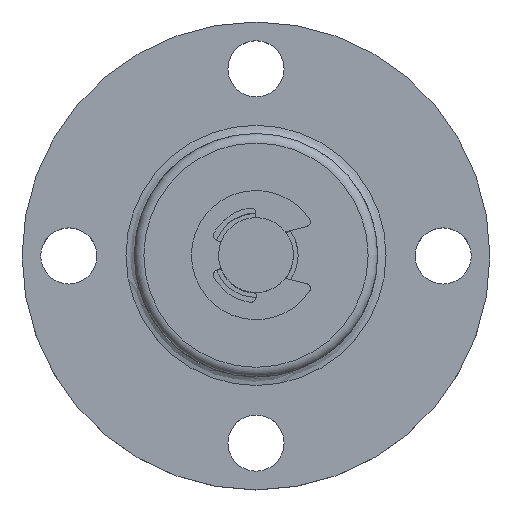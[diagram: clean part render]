
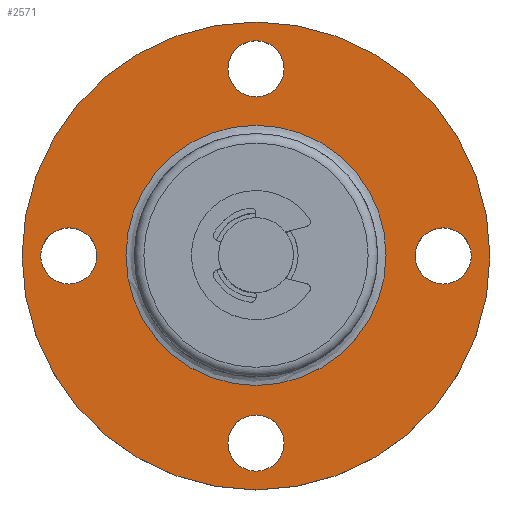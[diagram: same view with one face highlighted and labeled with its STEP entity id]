
A CAD part, top view. The second image highlights one B-rep face of the part: STEP entity #2571.
In plain terms, the highlighted face is planar.
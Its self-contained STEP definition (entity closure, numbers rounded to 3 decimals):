
#2071 = CYLINDRICAL_SURFACE('',#2072,25.);
#2072 = AXIS2_PLACEMENT_3D('',#2073,#2074,#2075);
#2073 = CARTESIAN_POINT('',(0.,0.,
    0.));
#2074 = DIRECTION('',(-0.,-0.,-1.));
#2075 = DIRECTION('',(1.,0.,0.));
#2102 = CYLINDRICAL_SURFACE('',#2103,3.);
#2103 = AXIS2_PLACEMENT_3D('',#2104,#2105,#2106);
#2104 = CARTESIAN_POINT('',(-20.,0.,
    0.));
#2105 = DIRECTION('',(-0.,-0.,-1.));
#2106 = DIRECTION('',(1.,0.,0.));
#2133 = CYLINDRICAL_SURFACE('',#2134,3.);
#2134 = AXIS2_PLACEMENT_3D('',#2135,#2136,#2137);
#2135 = CARTESIAN_POINT('',(0.,20.,
    0.));
#2136 = DIRECTION('',(-0.,-0.,-1.));
#2137 = DIRECTION('',(1.,0.,0.));
#2164 = CYLINDRICAL_SURFACE('',#2165,3.);
#2165 = AXIS2_PLACEMENT_3D('',#2166,#2167,#2168);
#2166 = CARTESIAN_POINT('',(20.,0.,
    0.));
#2167 = DIRECTION('',(-0.,-0.,-1.));
#2168 = DIRECTION('',(1.,0.,0.));
#2195 = CYLINDRICAL_SURFACE('',#2196,3.);
#2196 = AXIS2_PLACEMENT_3D('',#2197,#2198,#2199);
#2197 = CARTESIAN_POINT('',(0.,-20.,
    0.));
#2198 = DIRECTION('',(-0.,-0.,-1.));
#2199 = DIRECTION('',(1.,0.,0.));
#2267 = VERTEX_POINT('',#2268);
#2268 = CARTESIAN_POINT('',(25.,0.,
    6.));
#2289 = EDGE_CURVE('',#2267,#2267,#2290,.T.);
#2290 = SURFACE_CURVE('',#2291,(#2296,#2303),.PCURVE_S1.);
#2291 = CIRCLE('',#2292,25.);
#2292 = AXIS2_PLACEMENT_3D('',#2293,#2294,#2295);
#2293 = CARTESIAN_POINT('',(0.,0.,
    6.));
#2294 = DIRECTION('',(0.,0.,1.));
#2295 = DIRECTION('',(1.,0.,0.));
#2296 = PCURVE('',#2071,#2297);
#2297 = DEFINITIONAL_REPRESENTATION('',(#2298),#2302);
#2298 = LINE('',#2299,#2300);
#2299 = CARTESIAN_POINT('',(6.283,-6.));
#2300 = VECTOR('',#2301,1.);
#2301 = DIRECTION('',(-1.,0.));
#2302 = ( GEOMETRIC_REPRESENTATION_CONTEXT(2) 
PARAMETRIC_REPRESENTATION_CONTEXT() REPRESENTATION_CONTEXT('2D SPACE',''
  ) );
#2303 = PCURVE('',#2304,#2309);
#2304 = PLANE('',#2305);
#2305 = AXIS2_PLACEMENT_3D('',#2306,#2307,#2308);
#2306 = CARTESIAN_POINT('',(0.,0.,
    6.));
#2307 = DIRECTION('',(0.,0.,1.));
#2308 = DIRECTION('',(1.,0.,0.));
#2309 = DEFINITIONAL_REPRESENTATION('',(#2310),#2314);
#2310 = CIRCLE('',#2311,25.);
#2311 = AXIS2_PLACEMENT_2D('',#2312,#2313);
#2312 = CARTESIAN_POINT('',(0.,0.));
#2313 = DIRECTION('',(1.,0.));
#2314 = ( GEOMETRIC_REPRESENTATION_CONTEXT(2) 
PARAMETRIC_REPRESENTATION_CONTEXT() REPRESENTATION_CONTEXT('2D SPACE',''
  ) );
#2322 = VERTEX_POINT('',#2323);
#2323 = CARTESIAN_POINT('',(-17.,0.,
    6.));
#2344 = EDGE_CURVE('',#2322,#2322,#2345,.T.);
#2345 = SURFACE_CURVE('',#2346,(#2351,#2358),.PCURVE_S1.);
#2346 = CIRCLE('',#2347,3.);
#2347 = AXIS2_PLACEMENT_3D('',#2348,#2349,#2350);
#2348 = CARTESIAN_POINT('',(-20.,0.,
    6.));
#2349 = DIRECTION('',(0.,0.,1.));
#2350 = DIRECTION('',(1.,0.,0.));
#2351 = PCURVE('',#2102,#2352);
#2352 = DEFINITIONAL_REPRESENTATION('',(#2353),#2357);
#2353 = LINE('',#2354,#2355);
#2354 = CARTESIAN_POINT('',(6.283,-6.));
#2355 = VECTOR('',#2356,1.);
#2356 = DIRECTION('',(-1.,0.));
#2357 = ( GEOMETRIC_REPRESENTATION_CONTEXT(2) 
PARAMETRIC_REPRESENTATION_CONTEXT() REPRESENTATION_CONTEXT('2D SPACE',''
  ) );
#2358 = PCURVE('',#2304,#2359);
#2359 = DEFINITIONAL_REPRESENTATION('',(#2360),#2364);
#2360 = CIRCLE('',#2361,3.);
#2361 = AXIS2_PLACEMENT_2D('',#2362,#2363);
#2362 = CARTESIAN_POINT('',(-20.,0.));
#2363 = DIRECTION('',(1.,0.));
#2364 = ( GEOMETRIC_REPRESENTATION_CONTEXT(2) 
PARAMETRIC_REPRESENTATION_CONTEXT() REPRESENTATION_CONTEXT('2D SPACE',''
  ) );
#2372 = VERTEX_POINT('',#2373);
#2373 = CARTESIAN_POINT('',(3.,20.,
    6.));
#2394 = EDGE_CURVE('',#2372,#2372,#2395,.T.);
#2395 = SURFACE_CURVE('',#2396,(#2401,#2408),.PCURVE_S1.);
#2396 = CIRCLE('',#2397,3.);
#2397 = AXIS2_PLACEMENT_3D('',#2398,#2399,#2400);
#2398 = CARTESIAN_POINT('',(0.,20.,
    6.));
#2399 = DIRECTION('',(0.,0.,1.));
#2400 = DIRECTION('',(1.,0.,0.));
#2401 = PCURVE('',#2133,#2402);
#2402 = DEFINITIONAL_REPRESENTATION('',(#2403),#2407);
#2403 = LINE('',#2404,#2405);
#2404 = CARTESIAN_POINT('',(6.283,-6.));
#2405 = VECTOR('',#2406,1.);
#2406 = DIRECTION('',(-1.,0.));
#2407 = ( GEOMETRIC_REPRESENTATION_CONTEXT(2) 
PARAMETRIC_REPRESENTATION_CONTEXT() REPRESENTATION_CONTEXT('2D SPACE',''
  ) );
#2408 = PCURVE('',#2304,#2409);
#2409 = DEFINITIONAL_REPRESENTATION('',(#2410),#2414);
#2410 = CIRCLE('',#2411,3.);
#2411 = AXIS2_PLACEMENT_2D('',#2412,#2413);
#2412 = CARTESIAN_POINT('',(0.,20.));
#2413 = DIRECTION('',(1.,0.));
#2414 = ( GEOMETRIC_REPRESENTATION_CONTEXT(2) 
PARAMETRIC_REPRESENTATION_CONTEXT() REPRESENTATION_CONTEXT('2D SPACE',''
  ) );
#2422 = VERTEX_POINT('',#2423);
#2423 = CARTESIAN_POINT('',(23.,0.,
    6.));
#2444 = EDGE_CURVE('',#2422,#2422,#2445,.T.);
#2445 = SURFACE_CURVE('',#2446,(#2451,#2458),.PCURVE_S1.);
#2446 = CIRCLE('',#2447,3.);
#2447 = AXIS2_PLACEMENT_3D('',#2448,#2449,#2450);
#2448 = CARTESIAN_POINT('',(20.,0.,
    6.));
#2449 = DIRECTION('',(0.,0.,1.));
#2450 = DIRECTION('',(1.,0.,0.));
#2451 = PCURVE('',#2164,#2452);
#2452 = DEFINITIONAL_REPRESENTATION('',(#2453),#2457);
#2453 = LINE('',#2454,#2455);
#2454 = CARTESIAN_POINT('',(6.283,-6.));
#2455 = VECTOR('',#2456,1.);
#2456 = DIRECTION('',(-1.,0.));
#2457 = ( GEOMETRIC_REPRESENTATION_CONTEXT(2) 
PARAMETRIC_REPRESENTATION_CONTEXT() REPRESENTATION_CONTEXT('2D SPACE',''
  ) );
#2458 = PCURVE('',#2304,#2459);
#2459 = DEFINITIONAL_REPRESENTATION('',(#2460),#2464);
#2460 = CIRCLE('',#2461,3.);
#2461 = AXIS2_PLACEMENT_2D('',#2462,#2463);
#2462 = CARTESIAN_POINT('',(20.,0.));
#2463 = DIRECTION('',(1.,0.));
#2464 = ( GEOMETRIC_REPRESENTATION_CONTEXT(2) 
PARAMETRIC_REPRESENTATION_CONTEXT() REPRESENTATION_CONTEXT('2D SPACE',''
  ) );
#2472 = VERTEX_POINT('',#2473);
#2473 = CARTESIAN_POINT('',(3.,-20.,
    6.));
#2494 = EDGE_CURVE('',#2472,#2472,#2495,.T.);
#2495 = SURFACE_CURVE('',#2496,(#2501,#2508),.PCURVE_S1.);
#2496 = CIRCLE('',#2497,3.);
#2497 = AXIS2_PLACEMENT_3D('',#2498,#2499,#2500);
#2498 = CARTESIAN_POINT('',(0.,-20.,
    6.));
#2499 = DIRECTION('',(0.,0.,1.));
#2500 = DIRECTION('',(1.,0.,0.));
#2501 = PCURVE('',#2195,#2502);
#2502 = DEFINITIONAL_REPRESENTATION('',(#2503),#2507);
#2503 = LINE('',#2504,#2505);
#2504 = CARTESIAN_POINT('',(6.283,-6.));
#2505 = VECTOR('',#2506,1.);
#2506 = DIRECTION('',(-1.,0.));
#2507 = ( GEOMETRIC_REPRESENTATION_CONTEXT(2) 
PARAMETRIC_REPRESENTATION_CONTEXT() REPRESENTATION_CONTEXT('2D SPACE',''
  ) );
#2508 = PCURVE('',#2304,#2509);
#2509 = DEFINITIONAL_REPRESENTATION('',(#2510),#2514);
#2510 = CIRCLE('',#2511,3.);
#2511 = AXIS2_PLACEMENT_2D('',#2512,#2513);
#2512 = CARTESIAN_POINT('',(0.,-20.));
#2513 = DIRECTION('',(1.,0.));
#2514 = ( GEOMETRIC_REPRESENTATION_CONTEXT(2) 
PARAMETRIC_REPRESENTATION_CONTEXT() REPRESENTATION_CONTEXT('2D SPACE',''
  ) );
#2571 = ADVANCED_FACE('',(#2572,#2575,#2578,#2609,#2612,#2615),#2304,.F.
  );
#2572 = FACE_BOUND('',#2573,.F.);
#2573 = EDGE_LOOP('',(#2574));
#2574 = ORIENTED_EDGE('',*,*,#2289,.T.);
#2575 = FACE_BOUND('',#2576,.F.);
#2576 = EDGE_LOOP('',(#2577));
#2577 = ORIENTED_EDGE('',*,*,#2344,.F.);
#2578 = FACE_BOUND('',#2579,.F.);
#2579 = EDGE_LOOP('',(#2580));
#2580 = ORIENTED_EDGE('',*,*,#2581,.F.);
#2581 = EDGE_CURVE('',#2582,#2582,#2584,.T.);
#2582 = VERTEX_POINT('',#2583);
#2583 = CARTESIAN_POINT('',(4.25,0.,
    6.));
#2584 = SURFACE_CURVE('',#2585,(#2590,#2597),.PCURVE_S1.);
#2585 = CIRCLE('',#2586,4.25);
#2586 = AXIS2_PLACEMENT_3D('',#2587,#2588,#2589);
#2587 = CARTESIAN_POINT('',(0.,0.,
    6.));
#2588 = DIRECTION('',(0.,0.,1.));
#2589 = DIRECTION('',(1.,0.,0.));
#2590 = PCURVE('',#2304,#2591);
#2591 = DEFINITIONAL_REPRESENTATION('',(#2592),#2596);
#2592 = CIRCLE('',#2593,4.25);
#2593 = AXIS2_PLACEMENT_2D('',#2594,#2595);
#2594 = CARTESIAN_POINT('',(0.,0.));
#2595 = DIRECTION('',(1.,0.));
#2596 = ( GEOMETRIC_REPRESENTATION_CONTEXT(2) 
PARAMETRIC_REPRESENTATION_CONTEXT() REPRESENTATION_CONTEXT('2D SPACE',''
  ) );
#2597 = PCURVE('',#2598,#2603);
#2598 = CYLINDRICAL_SURFACE('',#2599,4.25);
#2599 = AXIS2_PLACEMENT_3D('',#2600,#2601,#2602);
#2600 = CARTESIAN_POINT('',(0.,0.,
    6.));
#2601 = DIRECTION('',(0.,0.,1.));
#2602 = DIRECTION('',(1.,0.,0.));
#2603 = DEFINITIONAL_REPRESENTATION('',(#2604),#2608);
#2604 = LINE('',#2605,#2606);
#2605 = CARTESIAN_POINT('',(0.,0.));
#2606 = VECTOR('',#2607,1.);
#2607 = DIRECTION('',(1.,0.));
#2608 = ( GEOMETRIC_REPRESENTATION_CONTEXT(2) 
PARAMETRIC_REPRESENTATION_CONTEXT() REPRESENTATION_CONTEXT('2D SPACE',''
  ) );
#2609 = FACE_BOUND('',#2610,.F.);
#2610 = EDGE_LOOP('',(#2611));
#2611 = ORIENTED_EDGE('',*,*,#2394,.F.);
#2612 = FACE_BOUND('',#2613,.F.);
#2613 = EDGE_LOOP('',(#2614));
#2614 = ORIENTED_EDGE('',*,*,#2444,.F.);
#2615 = FACE_BOUND('',#2616,.F.);
#2616 = EDGE_LOOP('',(#2617));
#2617 = ORIENTED_EDGE('',*,*,#2494,.F.);
